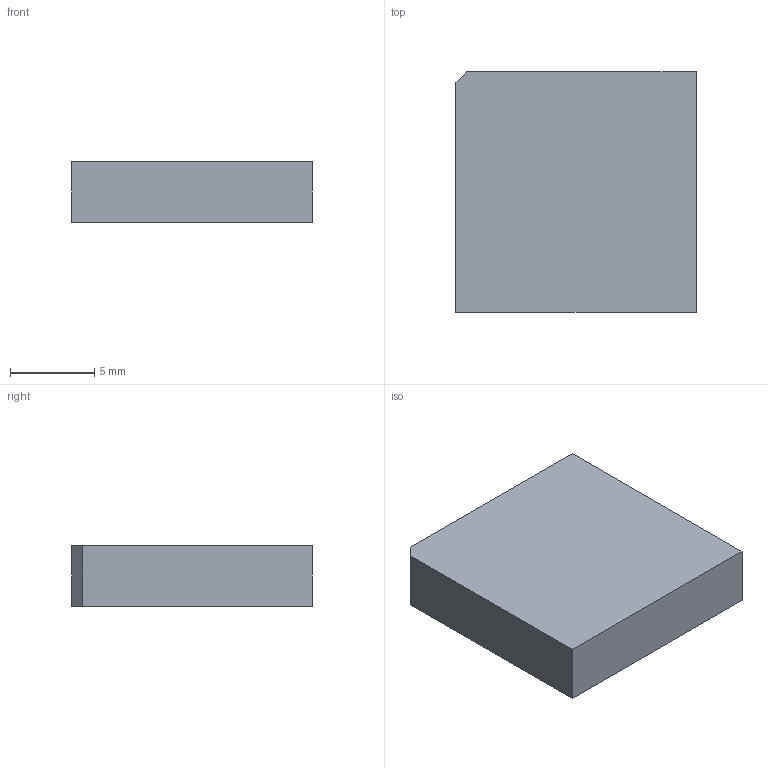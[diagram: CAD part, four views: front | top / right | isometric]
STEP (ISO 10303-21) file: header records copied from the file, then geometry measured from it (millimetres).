
FILE_DESCRIPTION(('produced by SPATIAL CORP'),'2;1');
FILE_NAME( 'plcc_28.prt.hh.sat.stp','2002-04-19T13:57:48+00:00',('SPATIAL CORP'),('SPATIAL CORP'), 'ACIS STEP Husk','http://www.spatial.com','SPATIAL CORP');
FILE_SCHEMA(('CONFIG_CONTROL_DESIGN'));
Length unit declared in the file: millimetre
Products named in the file (1): PRODUCT_ID_1
Bounding box: 14.22 x 14.22 x 3.56 mm (x, y, z)
Volume: 718.7 mm3; surface area: 605.2 mm2
Topology: 1 solids, 1 shells, 7 faces, 15 edges, 10 vertices
Faces by surface type: plane 7
Entity records: 274 total; most frequent: CARTESIAN_POINT 32, ORIENTED_EDGE 30, DIRECTION 29, VECTOR 15, LINE 15, EDGE_CURVE 15, VERTEX_POINT 10, PERSON 8
